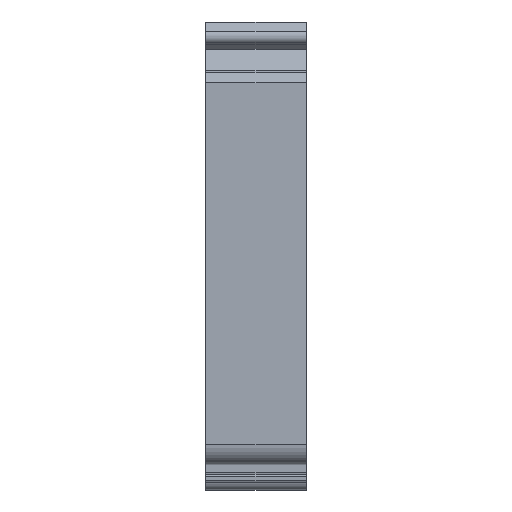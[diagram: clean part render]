
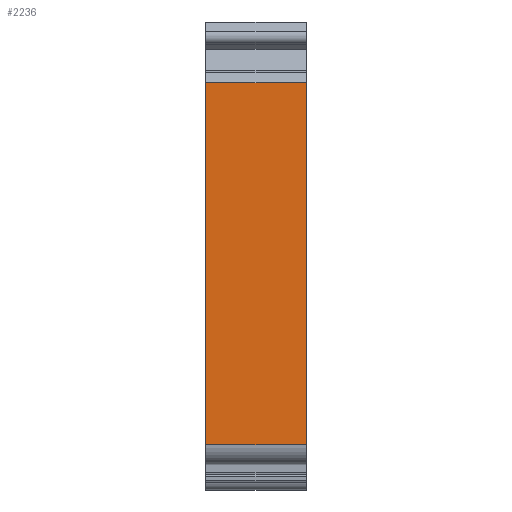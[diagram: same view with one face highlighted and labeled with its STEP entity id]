
A CAD part, left-side view. The second image highlights one B-rep face of the part: STEP entity #2236.
In plain terms, the highlighted planar face has unit normal (-1, 0, 0).
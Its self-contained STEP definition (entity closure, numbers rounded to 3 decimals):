
#492=ORIENTED_EDGE('',*,*,#1053,.T.);
#493=ORIENTED_EDGE('',*,*,#1054,.F.);
#494=ORIENTED_EDGE('',*,*,#1055,.F.);
#495=ORIENTED_EDGE('',*,*,#1051,.T.);
#1051=EDGE_CURVE('',#1286,#1285,#1537,.T.);
#1053=EDGE_CURVE('',#1285,#1287,#1538,.T.);
#1054=EDGE_CURVE('',#1288,#1287,#1539,.T.);
#1055=EDGE_CURVE('',#1286,#1288,#1540,.T.);
#1285=VERTEX_POINT('',#3620);
#1286=VERTEX_POINT('',#3622);
#1287=VERTEX_POINT('',#3626);
#1288=VERTEX_POINT('',#3628);
#1537=LINE('',#3621,#1800);
#1538=LINE('',#3625,#1801);
#1539=LINE('',#3627,#1802);
#1540=LINE('',#3629,#1803);
#1800=VECTOR('',#2971,1000.);
#1801=VECTOR('',#2976,1000.);
#1802=VECTOR('',#2977,1000.);
#1803=VECTOR('',#2978,1000.);
#1935=EDGE_LOOP('',(#492,#493,#494,#495));
#2046=FACE_BOUND('',#1935,.T.);
#2127=PLANE('',#2420);
#2236=ADVANCED_FACE('',(#2046),#2127,.F.);
#2420=AXIS2_PLACEMENT_3D('',#3624,#2974,#2975);
#2971=DIRECTION('',(0.,-1.,0.));
#2974=DIRECTION('',(1.,0.,0.));
#2975=DIRECTION('',(0.,0.,-1.));
#2976=DIRECTION('',(0.,0.,1.));
#2977=DIRECTION('',(0.,-1.,0.));
#2978=DIRECTION('',(0.,0.,1.));
#3620=CARTESIAN_POINT('',(-20.076,0.,-19.032));
#3621=CARTESIAN_POINT('',(-20.076,10.,-19.032));
#3622=CARTESIAN_POINT('',(-20.076,10.,-19.032));
#3624=CARTESIAN_POINT('',(-20.076,10.,-19.032));
#3625=CARTESIAN_POINT('',(-20.076,0.,-19.032));
#3626=CARTESIAN_POINT('',(-20.076,0.,16.868));
#3627=CARTESIAN_POINT('',(-20.076,10.,16.868));
#3628=CARTESIAN_POINT('',(-20.076,10.,16.868));
#3629=CARTESIAN_POINT('',(-20.076,10.,-19.032));
